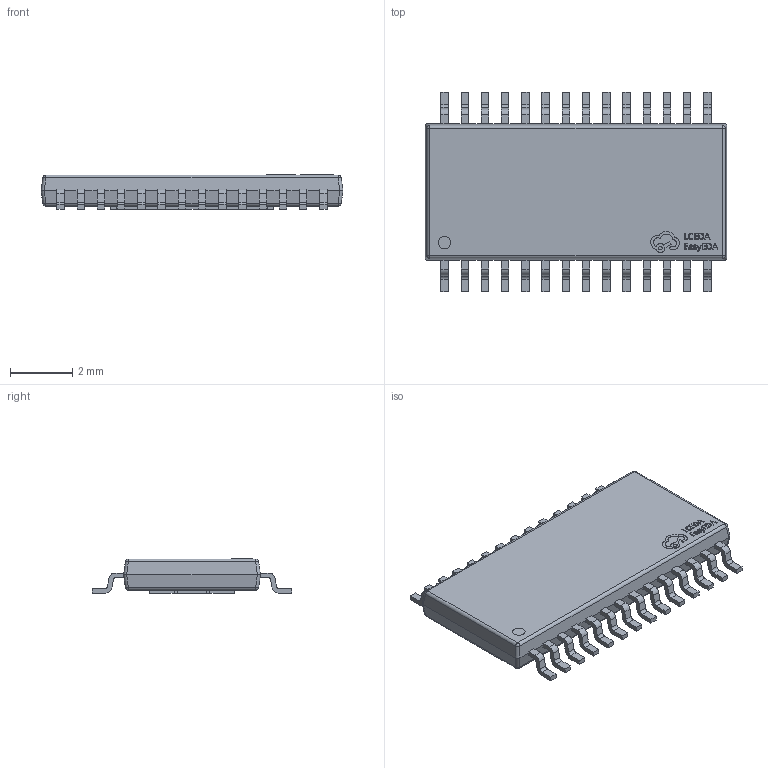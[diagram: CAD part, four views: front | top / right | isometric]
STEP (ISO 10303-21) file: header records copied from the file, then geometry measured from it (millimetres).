
FILE_DESCRIPTION (( 'STEP AP214' ), '1' );
FILE_NAME ('HTSSOP-28_L9.7-W4.4-P0.65-LS6.4-BL-EP-5.STEP', '2023-05-24T12:31:57', ( '' ), ( '' ), 'SwSTEP 2.0', 'SolidWorks 2020', '' );
FILE_SCHEMA (( 'AUTOMOTIVE_DESIGN' ));
Length unit declared in the file: millimetre
Products named in the file (1): HTSSOP-28_L9.7-W4.4-P0.65-LS6.4-BL-EP-5
Bounding box: 9.7 x 6.4 x 1.11 mm (x, y, z)
Volume: 44.3 mm3; surface area: 138.9 mm2
Topology: 1 solids, 1 shells, 646 faces, 1837 edges, 1214 vertices
Faces by surface type: plane 410, cylinder 130, bspline 98, sphere 8
Entity records: 28509 total; most frequent: CARTESIAN_POINT 5016, ORIENTED_EDGE 3674, DIRECTION 2983, EDGE_CURVE 1837, VECTOR 1381, LINE 1381, VERTEX_POINT 1214, AXIS2_PLACEMENT_3D 801
